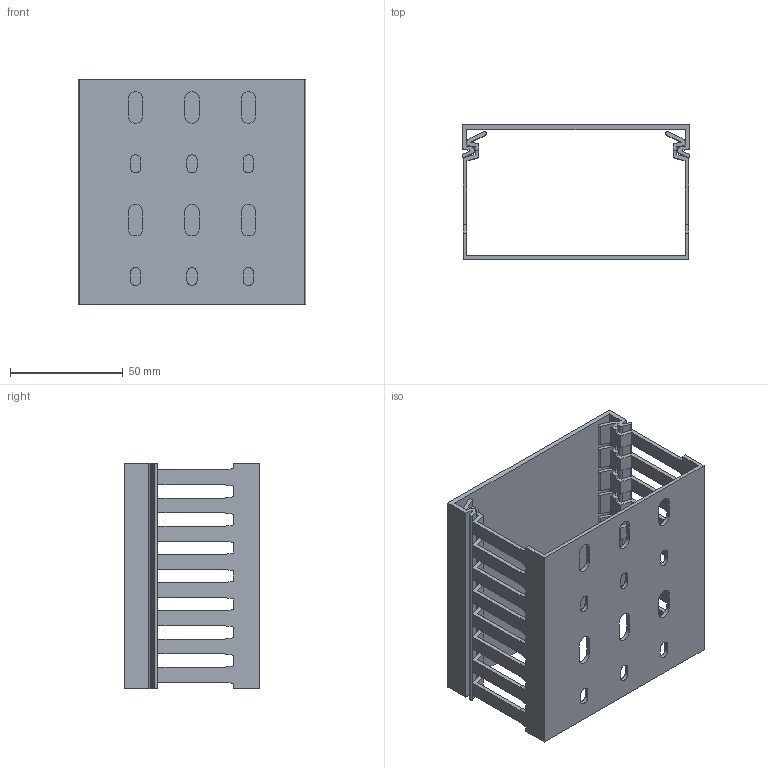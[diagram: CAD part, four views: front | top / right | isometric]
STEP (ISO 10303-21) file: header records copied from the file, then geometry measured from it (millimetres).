
FILE_DESCRIPTION((''),'2;1');
FILE_NAME('HA760100_ASM','2022-03-23T15:44:28',('pfeiferc'),(''),'CREO PARAMETRIC BY PTC INC, 2021184','CREO PARAMETRIC BY PTC INC, 2021184','');
FILE_SCHEMA(('AUTOMOTIVE_DESIGN { 1 0 10303 214 1 1 1 1 }'));
Length unit declared in the file: millimetre
Products named in the file (3): PROXY_68341-M; PROXY_01411-M; HA760100_ASM
Assembly tree (2 placements, depth 2):
  HA760100_ASM
    PROXY_68341-M
    PROXY_01411-M
Bounding box: 101 x 60 x 100 mm (x, y, z)
Volume: 60067.8 mm3; surface area: 68524.6 mm2
Topology: 2 solids, 2 shells, 384 faces, 1140 edges, 760 vertices
Faces by surface type: plane 322, cylinder 62
Entity records: 18015 total; most frequent: CARTESIAN_POINT 2444, ORIENTED_EDGE 2280, DIRECTION 2272, EDGE_CURVE 1140, PRESENTATION_STYLE_ASSIGNMENT 1096, STYLED_ITEM 1096, CURVE_STYLE 1095, VECTOR 1027
